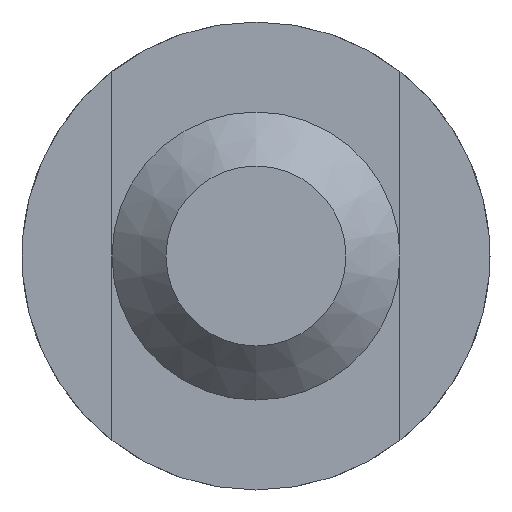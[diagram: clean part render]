
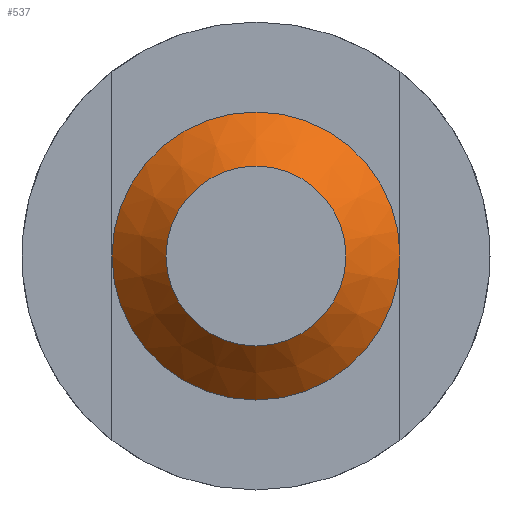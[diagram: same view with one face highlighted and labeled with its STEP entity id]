
A CAD part, left-side view. The second image highlights one B-rep face of the part: STEP entity #537.
In plain terms, the highlighted conical face has half-angle 45 degrees and reference radius 4 mm.
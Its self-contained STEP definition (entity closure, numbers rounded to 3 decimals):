
#116=CARTESIAN_POINT('',(-66.1,0.002,98.397));
#117=VERTEX_POINT('',#116);
#152=CARTESIAN_POINT('',(-66.1,0.002,90.397));
#153=VERTEX_POINT('',#152);
#154=CARTESIAN_POINT('',(-66.1,0.002,94.397));
#155=DIRECTION('',(1.,-0.,-0.));
#156=DIRECTION('',(0.,0.,1.));
#157=AXIS2_PLACEMENT_3D('',#154,#155,#156);
#158=CIRCLE('',#157,4.);
#159=EDGE_CURVE('',#117,#153,#158,.T.);
#161=CARTESIAN_POINT('',(-66.1,0.002,94.397));
#162=DIRECTION('',(1.,-0.,-0.));
#163=DIRECTION('',(0.,0.,1.));
#164=AXIS2_PLACEMENT_3D('',#161,#162,#163);
#165=CIRCLE('',#164,4.);
#166=EDGE_CURVE('',#153,#117,#165,.T.);
#442=CARTESIAN_POINT('',(-67.6,0.002,96.897));
#443=VERTEX_POINT('',#442);
#444=CARTESIAN_POINT('',(-67.6,0.002,91.897));
#445=VERTEX_POINT('',#444);
#446=CARTESIAN_POINT('',(-67.6,0.002,94.397));
#447=DIRECTION('',(-1.,0.,0.));
#448=DIRECTION('',(0.,0.,1.));
#449=AXIS2_PLACEMENT_3D('',#446,#447,#448);
#450=CIRCLE('',#449,2.5);
#451=EDGE_CURVE('',#443,#445,#450,.T.);
#453=CARTESIAN_POINT('',(-67.6,0.002,94.397));
#454=DIRECTION('',(-1.,0.,0.));
#455=DIRECTION('',(0.,0.,1.));
#456=AXIS2_PLACEMENT_3D('',#453,#454,#455);
#457=CIRCLE('',#456,2.5);
#458=EDGE_CURVE('',#445,#443,#457,.T.);
#519=CARTESIAN_POINT('',(-66.1,0.002,94.397));
#520=DIRECTION('',(1.,0.,0.));
#521=DIRECTION('',(0.,0.,-1.));
#522=AXIS2_PLACEMENT_3D('',#519,#520,#521);
#523=CONICAL_SURFACE('',#522,4.,45.);
#524=CARTESIAN_POINT('',(-66.1,0.002,90.397));
#525=DIRECTION('',(-0.707,-0.,0.707));
#526=VECTOR('',#525,2.121);
#527=LINE('',#524,#526);
#528=EDGE_CURVE('',#153,#445,#527,.T.);
#529=ORIENTED_EDGE('',*,*,#528,.T.);
#530=ORIENTED_EDGE('',*,*,#451,.F.);
#531=ORIENTED_EDGE('',*,*,#458,.F.);
#532=ORIENTED_EDGE('',*,*,#528,.F.);
#533=ORIENTED_EDGE('',*,*,#159,.F.);
#534=ORIENTED_EDGE('',*,*,#166,.F.);
#535=EDGE_LOOP('',(#529,#530,#531,#532,#533,#534));
#536=FACE_BOUND('',#535,.T.);
#537=ADVANCED_FACE('',(#536),#523,.T.);
